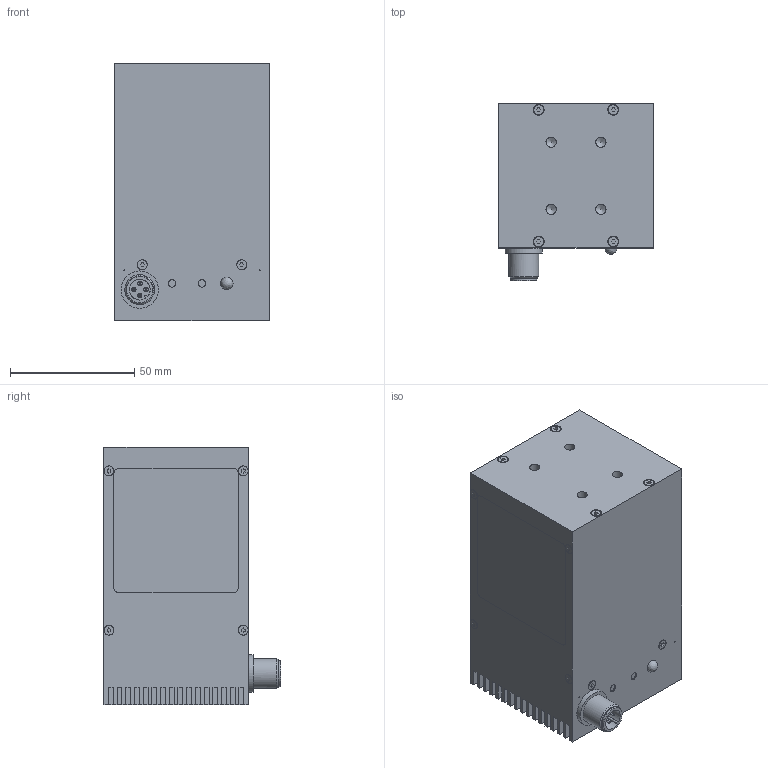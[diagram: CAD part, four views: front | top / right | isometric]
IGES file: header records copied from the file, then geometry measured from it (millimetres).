
Global section: file name: BEK-K50-50-GxTI-IBS; native system: Autodesk Inventor 2015; preprocessor: unknown; author: lck; date: 20150721.123640; units: millimetre
Bounding box: 62.4 x 71.2 x 103.5 mm (x, y, z)
Volume: 220644.5 mm3; surface area: 67495.9 mm2
Topology: 14 solids, 16 shells, 511 faces, 1314 edges, 864 vertices
Faces by surface type: bspline 511
